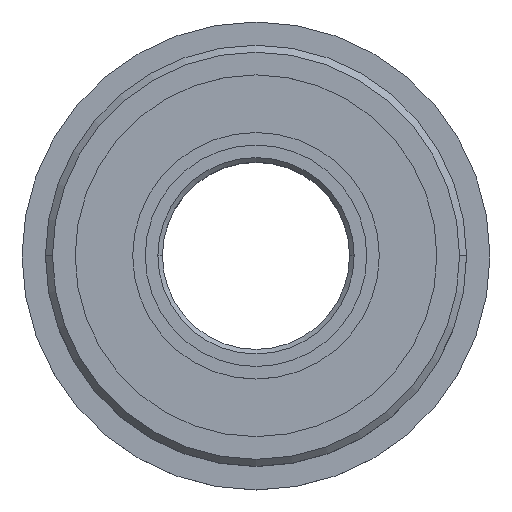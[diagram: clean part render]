
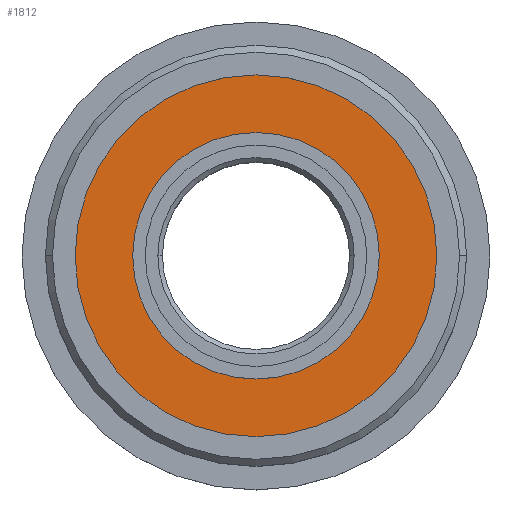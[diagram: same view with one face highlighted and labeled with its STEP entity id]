
A CAD part, top view. The second image highlights one B-rep face of the part: STEP entity #1812.
In plain terms, the highlighted planar face has unit normal (0, 0, 1).
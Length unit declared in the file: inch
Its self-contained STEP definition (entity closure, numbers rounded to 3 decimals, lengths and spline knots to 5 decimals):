
#12 = CARTESIAN_POINT ( 'NONE',  ( -0.32933, 0., 0.17813 ) ) ;
#72 = DIRECTION ( 'NONE',  ( -1., 0., 0. ) ) ;
#74 = VERTEX_POINT ( 'NONE', #1729 ) ;
#133 = CIRCLE ( 'NONE', #1778, 0.48317 ) ;
#166 = CIRCLE ( 'NONE', #968, 0.32933 ) ;
#262 = AXIS2_PLACEMENT_3D ( 'NONE', #2260, #1559, #1363 ) ;
#278 = CARTESIAN_POINT ( 'NONE',  ( 0., 0., 0.17813 ) ) ;
#338 = DIRECTION ( 'NONE',  ( 0., 0., 1. ) ) ;
#396 = VERTEX_POINT ( 'NONE', #1924 ) ;
#426 = CIRCLE ( 'NONE', #262, 0.48317 ) ;
#458 = CARTESIAN_POINT ( 'NONE',  ( 0., 0., 0.17813 ) ) ;
#521 = EDGE_CURVE ( 'NONE', #396, #731, #133, .T. ) ;
#589 = EDGE_CURVE ( 'NONE', #963, #74, #166, .T. ) ;
#708 = DIRECTION ( 'NONE',  ( 1., 0., 0. ) ) ;
#731 = VERTEX_POINT ( 'NONE', #2020 ) ;
#796 = DIRECTION ( 'NONE',  ( 0., 0., 1. ) ) ;
#963 = VERTEX_POINT ( 'NONE', #12 ) ;
#967 = DIRECTION ( 'NONE',  ( 0., 0., -1. ) ) ;
#968 = AXIS2_PLACEMENT_3D ( 'NONE', #458, #2234, #1871 ) ;
#988 = EDGE_LOOP ( 'NONE', ( #1760, #1982 ) ) ;
#991 = DIRECTION ( 'NONE',  ( 1., 0., 0. ) ) ;
#1004 = ORIENTED_EDGE ( 'NONE', *, *, #2146, .F. ) ;
#1055 = FACE_OUTER_BOUND ( 'NONE', #988, .T. ) ;
#1121 = EDGE_LOOP ( 'NONE', ( #1004, #1611 ) ) ;
#1168 = AXIS2_PLACEMENT_3D ( 'NONE', #2030, #967, #72 ) ;
#1271 = CIRCLE ( 'NONE', #1444, 0.32933 ) ;
#1363 = DIRECTION ( 'NONE',  ( 1., 0., 0. ) ) ;
#1381 = CARTESIAN_POINT ( 'NONE',  ( 0., 0., 0.17813 ) ) ;
#1406 = FACE_BOUND ( 'NONE', #1121, .T. ) ;
#1444 = AXIS2_PLACEMENT_3D ( 'NONE', #278, #796, #991 ) ;
#1559 = DIRECTION ( 'NONE',  ( 0., 0., 1. ) ) ;
#1611 = ORIENTED_EDGE ( 'NONE', *, *, #589, .F. ) ;
#1729 = CARTESIAN_POINT ( 'NONE',  ( 0.32933, 0., 0.17813 ) ) ;
#1760 = ORIENTED_EDGE ( 'NONE', *, *, #521, .T. ) ;
#1778 = AXIS2_PLACEMENT_3D ( 'NONE', #1381, #338, #708 ) ;
#1812 = ADVANCED_FACE ( 'NONE', ( #1406, #1055 ), #2236, .F. ) ;
#1871 = DIRECTION ( 'NONE',  ( 1., 0., 0. ) ) ;
#1924 = CARTESIAN_POINT ( 'NONE',  ( 0.48317, 0., 0.17813 ) ) ;
#1982 = ORIENTED_EDGE ( 'NONE', *, *, #2240, .T. ) ;
#2020 = CARTESIAN_POINT ( 'NONE',  ( -0.48317, 0., 0.17813 ) ) ;
#2030 = CARTESIAN_POINT ( 'NONE',  ( 0., 0.48317, 0.17813 ) ) ;
#2146 = EDGE_CURVE ( 'NONE', #74, #963, #1271, .T. ) ;
#2234 = DIRECTION ( 'NONE',  ( 0., 0., 1. ) ) ;
#2236 = PLANE ( 'NONE',  #1168 ) ;
#2240 = EDGE_CURVE ( 'NONE', #731, #396, #426, .T. ) ;
#2260 = CARTESIAN_POINT ( 'NONE',  ( 0., 0., 0.17813 ) ) ;
